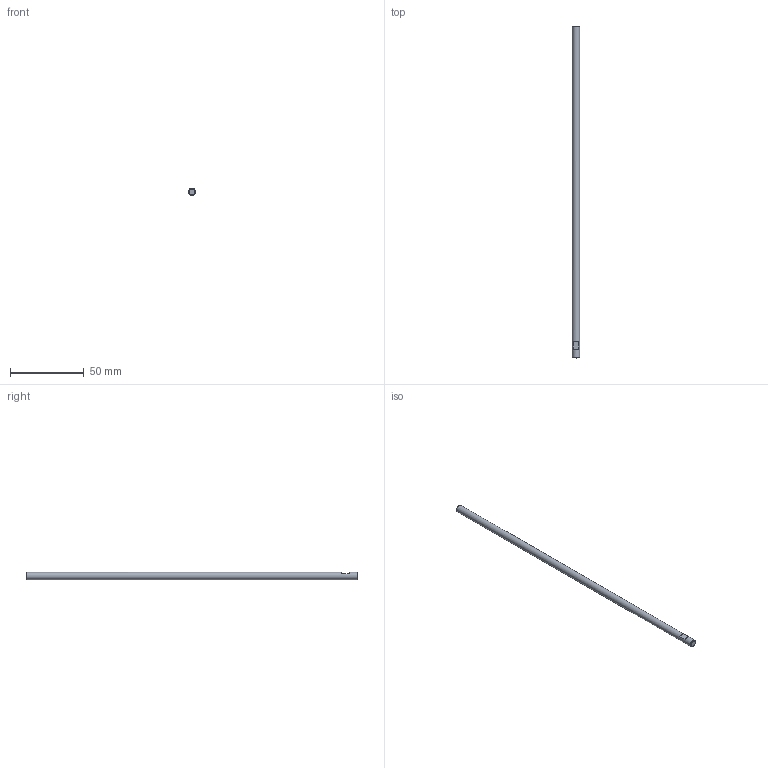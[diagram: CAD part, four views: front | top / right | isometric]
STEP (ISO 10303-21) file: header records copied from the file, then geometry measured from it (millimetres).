
FILE_DESCRIPTION(/* description */ (''),/* implementation_level */ '2;1');
FILE_NAME(/* name */ 'LEADSCREW_T5X4_L225.step',/* time_stamp */ '2023-01-07T19:04:13+01:00',/* author */ (''),/* organization */ (''),/* preprocessor_version */ 'ST-DEVELOPER v19.2',/* originating_system */ 'Autodesk Translation Framework v11.17.0.187',/* authorisation */ '');
FILE_SCHEMA (('AUTOMOTIVE_DESIGN { 1 0 10303 214 3 1 1 }'));
Length unit declared in the file: millimetre
Products named in the file (1): LEADSCREW_T5X4_L225
Bounding box: 5 x 225 x 5 mm (x, y, z)
Volume: 4400.3 mm3; surface area: 3566.1 mm2
Topology: 1 solids, 1 shells, 8 faces, 15 edges, 10 vertices
Faces by surface type: plane 5, cone 2, cylinder 1
Full cylindrical faces by diameter (mm): 5 x1
Entity records: 247 total; most frequent: DIRECTION 41, CARTESIAN_POINT 34, ORIENTED_EDGE 30, AXIS2_PLACEMENT_3D 17, EDGE_CURVE 15, VERTEX_POINT 10, EDGE_LOOP 9, FACE_OUTER_BOUND 8
